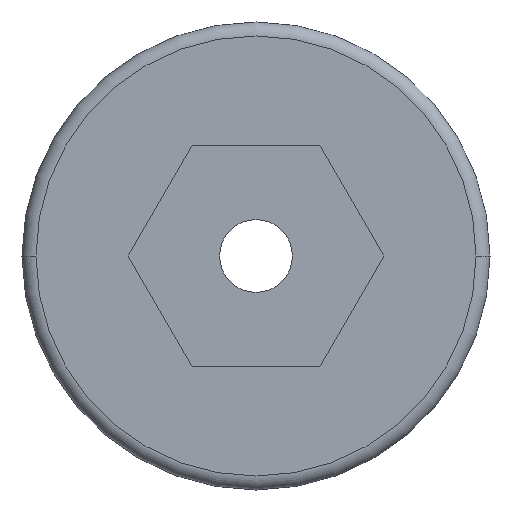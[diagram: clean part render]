
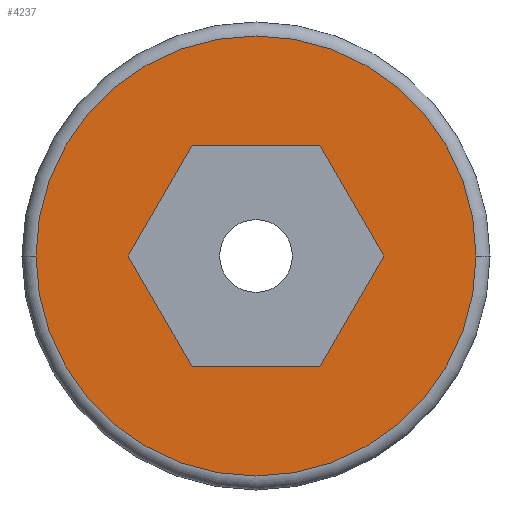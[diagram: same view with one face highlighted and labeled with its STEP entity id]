
A CAD part, left-side view. The second image highlights one B-rep face of the part: STEP entity #4237.
In plain terms, the highlighted planar face has unit normal (-1, 0, 0).
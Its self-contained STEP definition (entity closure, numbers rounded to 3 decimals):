
#1910=DIRECTION('',(0.,-0.5,0.866));
#1911=VECTOR('',#1910,2.321);
#1912=CARTESIAN_POINT('',(-4.91,2.321,0.));
#1913=LINE('',#1912,#1911);
#1914=DIRECTION('',(0.,0.5,0.866));
#1915=VECTOR('',#1914,2.321);
#1916=CARTESIAN_POINT('',(-4.91,1.16,-2.01));
#1917=LINE('',#1916,#1915);
#1918=DIRECTION('',(0.,1.,0.));
#1919=VECTOR('',#1918,2.321);
#1920=CARTESIAN_POINT('',(-4.91,-1.16,-2.01));
#1921=LINE('',#1920,#1919);
#1922=DIRECTION('',(0.,0.5,-0.866));
#1923=VECTOR('',#1922,2.321);
#1924=CARTESIAN_POINT('',(-4.91,-2.321,0.));
#1925=LINE('',#1924,#1923);
#1926=DIRECTION('',(0.,-0.5,-0.866));
#1927=VECTOR('',#1926,2.321);
#1928=CARTESIAN_POINT('',(-4.91,-1.16,2.01));
#1929=LINE('',#1928,#1927);
#1930=DIRECTION('',(0.,-1.,0.));
#1931=VECTOR('',#1930,2.321);
#1932=CARTESIAN_POINT('',(-4.91,1.16,2.01));
#1933=LINE('',#1932,#1931);
#1934=CARTESIAN_POINT('',(-4.91,0.,0.));
#1935=DIRECTION('',(-1.,0.,0.));
#1936=DIRECTION('',(0.,1.,0.));
#1937=AXIS2_PLACEMENT_3D('',#1934,#1935,#1936);
#1939=CARTESIAN_POINT('',(-4.91,0.,0.));
#1940=DIRECTION('',(-1.,0.,0.));
#1941=DIRECTION('',(0.,-1.,0.));
#1942=AXIS2_PLACEMENT_3D('',#1939,#1940,#1941);
#2113=CARTESIAN_POINT('',(-4.91,2.321,0.));
#2114=CARTESIAN_POINT('',(-4.91,1.16,2.01));
#2115=VERTEX_POINT('',#2113);
#2116=VERTEX_POINT('',#2114);
#2117=CARTESIAN_POINT('',(-4.91,-1.16,2.01));
#2118=VERTEX_POINT('',#2117);
#2119=CARTESIAN_POINT('',(-4.91,-2.321,0.));
#2120=VERTEX_POINT('',#2119);
#2121=CARTESIAN_POINT('',(-4.91,-1.16,-2.01));
#2122=VERTEX_POINT('',#2121);
#2123=CARTESIAN_POINT('',(-4.91,1.16,-2.01));
#2124=VERTEX_POINT('',#2123);
#2125=CARTESIAN_POINT('',(-4.91,3.996,0.));
#2126=CARTESIAN_POINT('',(-4.91,-3.996,0.));
#2127=VERTEX_POINT('',#2125);
#2128=VERTEX_POINT('',#2126);
#4213=CARTESIAN_POINT('',(-4.91,0.,0.));
#4214=DIRECTION('',(1.,0.,0.));
#4215=DIRECTION('',(0.,-1.,0.));
#4216=AXIS2_PLACEMENT_3D('',#4213,#4214,#4215);
#4217=PLANE('',#4216);
#4219=ORIENTED_EDGE('',*,*,#4218,.F.);
#4220=ORIENTED_EDGE('',*,*,#4203,.F.);
#4221=EDGE_LOOP('',(#4219,#4220));
#4222=FACE_OUTER_BOUND('',#4221,.F.);
#4224=ORIENTED_EDGE('',*,*,#4223,.F.);
#4226=ORIENTED_EDGE('',*,*,#4225,.F.);
#4228=ORIENTED_EDGE('',*,*,#4227,.F.);
#4230=ORIENTED_EDGE('',*,*,#4229,.F.);
#4232=ORIENTED_EDGE('',*,*,#4231,.F.);
#4234=ORIENTED_EDGE('',*,*,#4233,.F.);
#4235=EDGE_LOOP('',(#4224,#4226,#4228,#4230,#4232,#4234));
#4236=FACE_BOUND('',#4235,.F.);
#1938=CIRCLE('',#1937,3.996);
#1943=CIRCLE('',#1942,3.996);
#4203=EDGE_CURVE('',#2128,#2127,#1943,.T.);
#4218=EDGE_CURVE('',#2127,#2128,#1938,.T.);
#4223=EDGE_CURVE('',#2115,#2116,#1913,.T.);
#4225=EDGE_CURVE('',#2124,#2115,#1917,.T.);
#4227=EDGE_CURVE('',#2122,#2124,#1921,.T.);
#4229=EDGE_CURVE('',#2120,#2122,#1925,.T.);
#4231=EDGE_CURVE('',#2118,#2120,#1929,.T.);
#4233=EDGE_CURVE('',#2116,#2118,#1933,.T.);
#4237=ADVANCED_FACE('',(#4222,#4236),#4217,.F.);
